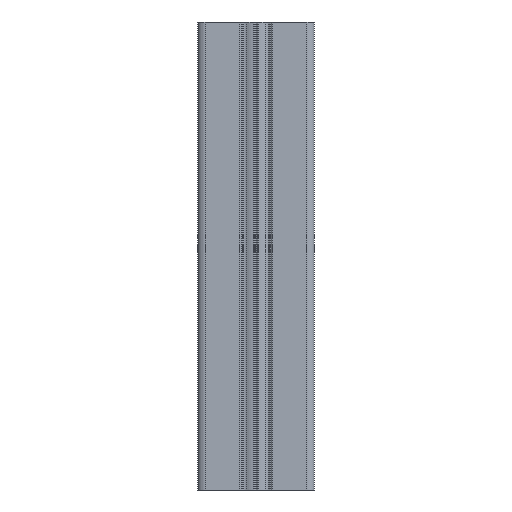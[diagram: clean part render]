
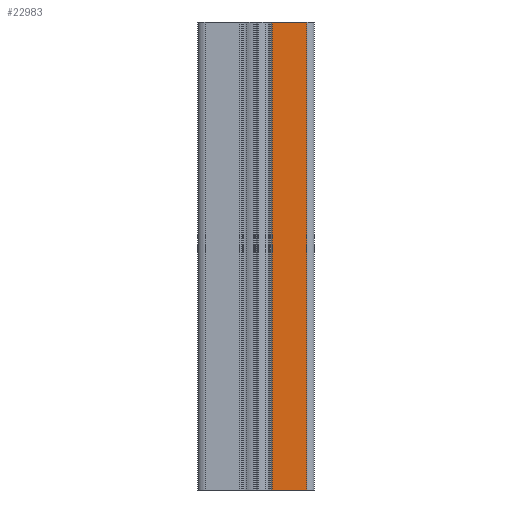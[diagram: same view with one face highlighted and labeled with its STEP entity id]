
A CAD part, left-side view. The second image highlights one B-rep face of the part: STEP entity #22983.
In plain terms, the highlighted planar face has unit normal (-1, 0, 0).
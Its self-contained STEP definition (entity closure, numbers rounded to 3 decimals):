
#44 = PLANE('',#45);
#45 = AXIS2_PLACEMENT_3D('',#46,#47,#48);
#46 = CARTESIAN_POINT('',(19.773,80.156,0.));
#47 = DIRECTION('',(0.,0.,1.));
#48 = DIRECTION('',(1.,0.,-0.));
#100 = PLANE('',#101);
#101 = AXIS2_PLACEMENT_3D('',#102,#103,#104);
#102 = CARTESIAN_POINT('',(19.773,80.156,-180.));
#103 = DIRECTION('',(0.,0.,1.));
#104 = DIRECTION('',(1.,0.,-0.));
#22886 = CYLINDRICAL_SURFACE('',#22887,0.5);
#22887 = AXIS2_PLACEMENT_3D('',#22888,#22889,#22890);
#22888 = CARTESIAN_POINT('',(-24.727,75.914,0.));
#22889 = DIRECTION('',(0.,0.,-1.));
#22890 = DIRECTION('',(0.,-1.,-0.));
#22902 = VERTEX_POINT('',#22903);
#22903 = CARTESIAN_POINT('',(-25.227,75.914,0.));
#22931 = VERTEX_POINT('',#22932);
#22932 = CARTESIAN_POINT('',(-25.227,75.914,-180.));
#22958 = EDGE_CURVE('',#22902,#22931,#22959,.T.);
#22959 = SURFACE_CURVE('',#22960,(#22964,#22971),.PCURVE_S1.);
#22960 = LINE('',#22961,#22962);
#22961 = CARTESIAN_POINT('',(-25.227,75.914,0.));
#22962 = VECTOR('',#22963,1.);
#22963 = DIRECTION('',(0.,0.,-1.));
#22964 = PCURVE('',#22886,#22965);
#22965 = DEFINITIONAL_REPRESENTATION('',(#22966),#22970);
#22966 = LINE('',#22967,#22968);
#22967 = CARTESIAN_POINT('',(1.571,0.));
#22968 = VECTOR('',#22969,1.);
#22969 = DIRECTION('',(0.,1.));
#22970 = ( GEOMETRIC_REPRESENTATION_CONTEXT(2) 
PARAMETRIC_REPRESENTATION_CONTEXT() REPRESENTATION_CONTEXT('2D SPACE',''
  ) );
#22971 = PCURVE('',#22972,#22977);
#22972 = PLANE('',#22973);
#22973 = AXIS2_PLACEMENT_3D('',#22974,#22975,#22976);
#22974 = CARTESIAN_POINT('',(-25.227,62.714,0.));
#22975 = DIRECTION('',(-1.,0.,0.));
#22976 = DIRECTION('',(0.,1.,0.));
#22977 = DEFINITIONAL_REPRESENTATION('',(#22978),#22982);
#22978 = LINE('',#22979,#22980);
#22979 = CARTESIAN_POINT('',(13.2,0.));
#22980 = VECTOR('',#22981,1.);
#22981 = DIRECTION('',(0.,1.));
#22982 = ( GEOMETRIC_REPRESENTATION_CONTEXT(2) 
PARAMETRIC_REPRESENTATION_CONTEXT() REPRESENTATION_CONTEXT('2D SPACE',''
  ) );
#22983 = ADVANCED_FACE('',(#22984),#22972,.T.);
#22984 = FACE_BOUND('',#22985,.T.);
#22985 = EDGE_LOOP('',(#22986,#23009,#23010,#23033));
#22986 = ORIENTED_EDGE('',*,*,#22987,.T.);
#22987 = EDGE_CURVE('',#22988,#22902,#22990,.T.);
#22988 = VERTEX_POINT('',#22989);
#22989 = CARTESIAN_POINT('',(-25.227,62.714,0.));
#22990 = SURFACE_CURVE('',#22991,(#22995,#23002),.PCURVE_S1.);
#22991 = LINE('',#22992,#22993);
#22992 = CARTESIAN_POINT('',(-25.227,62.714,0.));
#22993 = VECTOR('',#22994,1.);
#22994 = DIRECTION('',(0.,1.,0.));
#22995 = PCURVE('',#22972,#22996);
#22996 = DEFINITIONAL_REPRESENTATION('',(#22997),#23001);
#22997 = LINE('',#22998,#22999);
#22998 = CARTESIAN_POINT('',(0.,0.));
#22999 = VECTOR('',#23000,1.);
#23000 = DIRECTION('',(1.,0.));
#23001 = ( GEOMETRIC_REPRESENTATION_CONTEXT(2) 
PARAMETRIC_REPRESENTATION_CONTEXT() REPRESENTATION_CONTEXT('2D SPACE',''
  ) );
#23002 = PCURVE('',#44,#23003);
#23003 = DEFINITIONAL_REPRESENTATION('',(#23004),#23008);
#23004 = LINE('',#23005,#23006);
#23005 = CARTESIAN_POINT('',(-45.,-17.442));
#23006 = VECTOR('',#23007,1.);
#23007 = DIRECTION('',(0.,1.));
#23008 = ( GEOMETRIC_REPRESENTATION_CONTEXT(2) 
PARAMETRIC_REPRESENTATION_CONTEXT() REPRESENTATION_CONTEXT('2D SPACE',''
  ) );
#23009 = ORIENTED_EDGE('',*,*,#22958,.T.);
#23010 = ORIENTED_EDGE('',*,*,#23011,.F.);
#23011 = EDGE_CURVE('',#23012,#22931,#23014,.T.);
#23012 = VERTEX_POINT('',#23013);
#23013 = CARTESIAN_POINT('',(-25.227,62.714,-180.));
#23014 = SURFACE_CURVE('',#23015,(#23019,#23026),.PCURVE_S1.);
#23015 = LINE('',#23016,#23017);
#23016 = CARTESIAN_POINT('',(-25.227,62.714,-180.));
#23017 = VECTOR('',#23018,1.);
#23018 = DIRECTION('',(0.,1.,0.));
#23019 = PCURVE('',#22972,#23020);
#23020 = DEFINITIONAL_REPRESENTATION('',(#23021),#23025);
#23021 = LINE('',#23022,#23023);
#23022 = CARTESIAN_POINT('',(0.,180.));
#23023 = VECTOR('',#23024,1.);
#23024 = DIRECTION('',(1.,0.));
#23025 = ( GEOMETRIC_REPRESENTATION_CONTEXT(2) 
PARAMETRIC_REPRESENTATION_CONTEXT() REPRESENTATION_CONTEXT('2D SPACE',''
  ) );
#23026 = PCURVE('',#100,#23027);
#23027 = DEFINITIONAL_REPRESENTATION('',(#23028),#23032);
#23028 = LINE('',#23029,#23030);
#23029 = CARTESIAN_POINT('',(-45.,-17.442));
#23030 = VECTOR('',#23031,1.);
#23031 = DIRECTION('',(0.,1.));
#23032 = ( GEOMETRIC_REPRESENTATION_CONTEXT(2) 
PARAMETRIC_REPRESENTATION_CONTEXT() REPRESENTATION_CONTEXT('2D SPACE',''
  ) );
#23033 = ORIENTED_EDGE('',*,*,#23034,.F.);
#23034 = EDGE_CURVE('',#22988,#23012,#23035,.T.);
#23035 = SURFACE_CURVE('',#23036,(#23040,#23047),.PCURVE_S1.);
#23036 = LINE('',#23037,#23038);
#23037 = CARTESIAN_POINT('',(-25.227,62.714,0.));
#23038 = VECTOR('',#23039,1.);
#23039 = DIRECTION('',(0.,0.,-1.));
#23040 = PCURVE('',#22972,#23041);
#23041 = DEFINITIONAL_REPRESENTATION('',(#23042),#23046);
#23042 = LINE('',#23043,#23044);
#23043 = CARTESIAN_POINT('',(0.,0.));
#23044 = VECTOR('',#23045,1.);
#23045 = DIRECTION('',(0.,1.));
#23046 = ( GEOMETRIC_REPRESENTATION_CONTEXT(2) 
PARAMETRIC_REPRESENTATION_CONTEXT() REPRESENTATION_CONTEXT('2D SPACE',''
  ) );
#23047 = PCURVE('',#23048,#23053);
#23048 = CYLINDRICAL_SURFACE('',#23049,3.);
#23049 = AXIS2_PLACEMENT_3D('',#23050,#23051,#23052);
#23050 = CARTESIAN_POINT('',(-22.227,62.714,0.));
#23051 = DIRECTION('',(0.,0.,-1.));
#23052 = DIRECTION('',(1.,0.,0.));
#23053 = DEFINITIONAL_REPRESENTATION('',(#23054),#23058);
#23054 = LINE('',#23055,#23056);
#23055 = CARTESIAN_POINT('',(3.142,0.));
#23056 = VECTOR('',#23057,1.);
#23057 = DIRECTION('',(0.,1.));
#23058 = ( GEOMETRIC_REPRESENTATION_CONTEXT(2) 
PARAMETRIC_REPRESENTATION_CONTEXT() REPRESENTATION_CONTEXT('2D SPACE',''
  ) );
